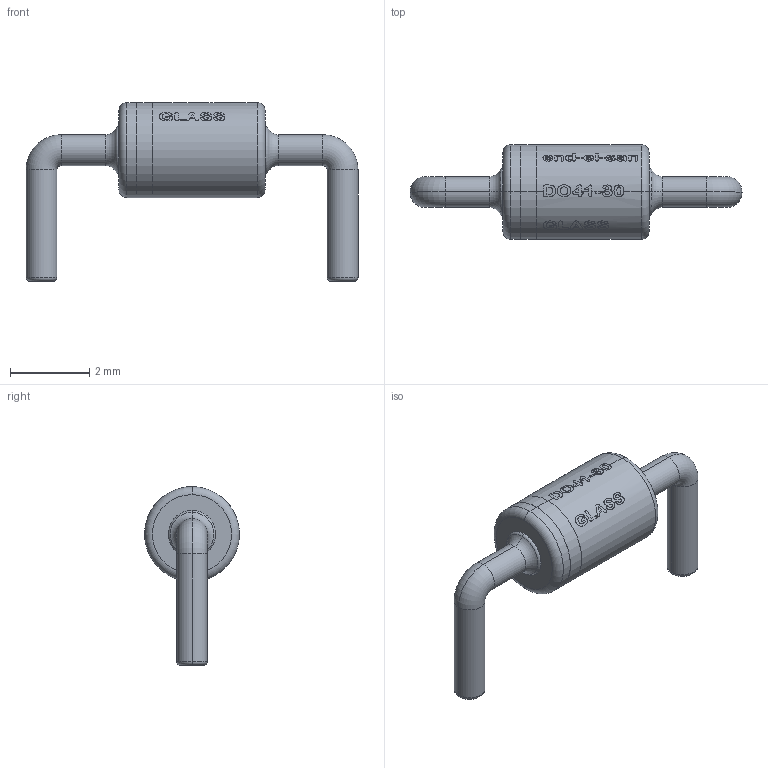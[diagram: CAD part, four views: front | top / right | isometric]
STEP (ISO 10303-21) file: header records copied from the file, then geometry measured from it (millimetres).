
FILE_DESCRIPTION (( 'STEP AP214' ), '1' );
FILE_NAME ('User Library-DO-41G-30.STEP', '2017-04-10T09:44:07', ( 'Windows User' ), ( '' ), 'SwSTEP 2.0', 'SolidWorks 2017', '' );
FILE_SCHEMA (( 'AUTOMOTIVE_DESIGN' ));
Length unit declared in the file: millimetre
Products named in the file (1): User Library-DO-41G-30
Bounding box: 8.4 x 2.4 x 4.52 mm (x, y, z)
Volume: 21.6 mm3; surface area: 59.8 mm2
Topology: 1 solids, 1 shells, 71 faces, 391 edges, 350 vertices
Faces by surface type: cylinder 45, torus 20, plane 6
Entity records: 5710 total; most frequent: CARTESIAN_POINT 2041, ORIENTED_EDGE 782, EDGE_CURVE 391, DIRECTION 382, VERTEX_POINT 350, B_SPLINE_CURVE_WITH_KNOTS 249, AXIS2_PLACEMENT_3D 168, EDGE_LOOP 99
